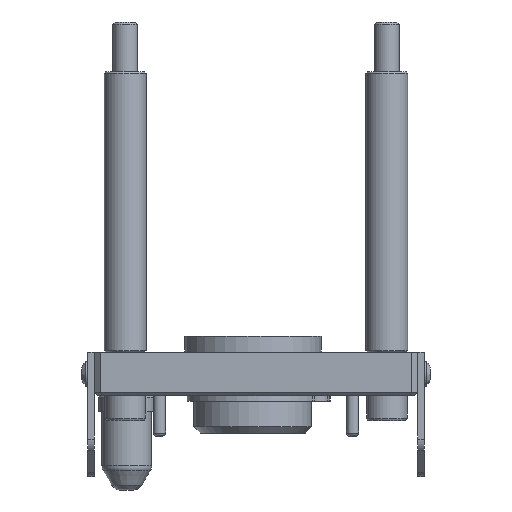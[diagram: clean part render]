
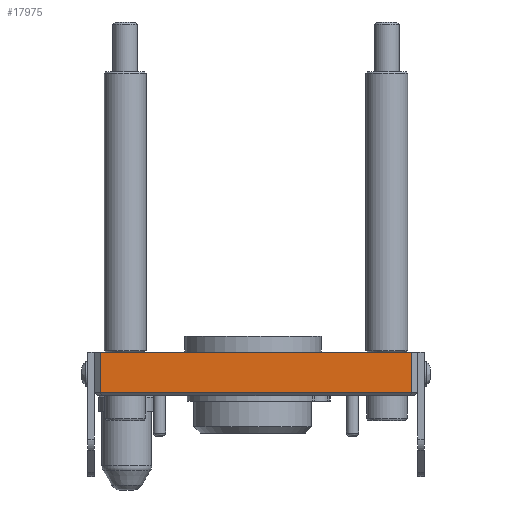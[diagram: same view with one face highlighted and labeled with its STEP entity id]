
A CAD part, left-side view. The second image highlights one B-rep face of the part: STEP entity #17975.
In plain terms, the highlighted planar face has unit normal (-1, 0, 0).
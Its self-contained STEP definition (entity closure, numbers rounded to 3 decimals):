
#1477=PLANE('',#19241);
#2146=FACE_OUTER_BOUND('',#3206,.T.);
#3206=EDGE_LOOP('',(#12525,#12526,#12527,#12528));
#4319=LINE('',#24492,#5773);
#4336=LINE('',#24525,#5790);
#4337=LINE('',#24552,#5791);
#4338=LINE('',#24553,#5792);
#5773=VECTOR('',#20786,10.);
#5790=VECTOR('',#20805,10.);
#5791=VECTOR('',#20832,10.);
#5792=VECTOR('',#20833,10.);
#7674=VERTEX_POINT('',#24488);
#7676=VERTEX_POINT('',#24491);
#7679=VERTEX_POINT('',#24498);
#7704=VERTEX_POINT('',#24551);
#9525=EDGE_CURVE('',#7674,#7676,#4319,.T.);
#9542=EDGE_CURVE('',#7676,#7679,#4336,.T.);
#9555=EDGE_CURVE('',#7704,#7674,#4337,.T.);
#9556=EDGE_CURVE('',#7679,#7704,#4338,.T.);
#12525=ORIENTED_EDGE('',*,*,#9555,.F.);
#12526=ORIENTED_EDGE('',*,*,#9556,.F.);
#12527=ORIENTED_EDGE('',*,*,#9542,.F.);
#12528=ORIENTED_EDGE('',*,*,#9525,.F.);
#17975=ADVANCED_FACE('',(#2146),#1477,.T.);
#19241=AXIS2_PLACEMENT_3D('',#24550,#20830,#20831);
#20786=DIRECTION('',(0.,0.,1.));
#20805=DIRECTION('',(0.,-1.,0.));
#20830=DIRECTION('center_axis',(-1.,0.,0.));
#20831=DIRECTION('ref_axis',(0.,-1.,0.));
#20832=DIRECTION('',(0.,1.,0.));
#20833=DIRECTION('',(0.,0.,-1.));
#24488=CARTESIAN_POINT('',(-103.,50.,1.));
#24491=CARTESIAN_POINT('',(-103.,50.,14.));
#24492=CARTESIAN_POINT('',(-103.,50.,0.));
#24498=CARTESIAN_POINT('',(-103.,-50.,14.));
#24525=CARTESIAN_POINT('',(-103.,-52.,14.));
#24550=CARTESIAN_POINT('Origin',(-103.,52.,0.));
#24551=CARTESIAN_POINT('',(-103.,-50.,1.));
#24552=CARTESIAN_POINT('',(-103.,26.,1.));
#24553=CARTESIAN_POINT('',(-103.,-50.,0.));
